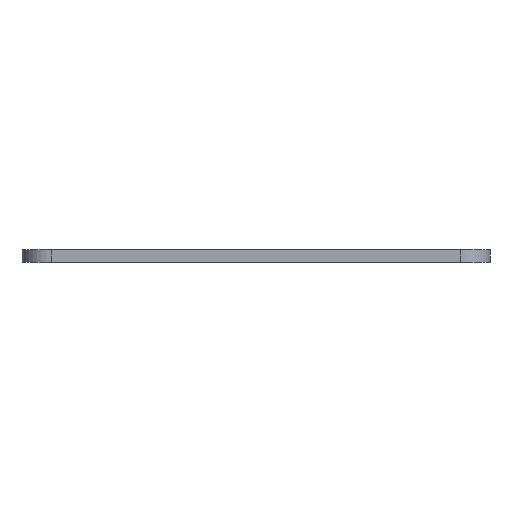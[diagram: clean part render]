
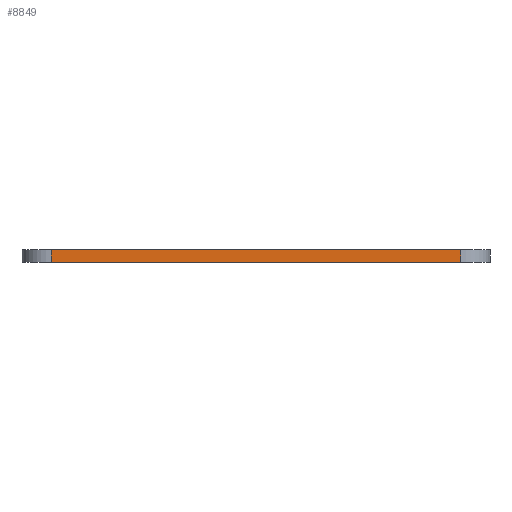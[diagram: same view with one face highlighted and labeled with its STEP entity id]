
A CAD part, left-side view. The second image highlights one B-rep face of the part: STEP entity #8849.
In plain terms, the highlighted planar face has unit normal (-1, 0, 0).
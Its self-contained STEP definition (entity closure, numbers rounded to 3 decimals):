
#157=PLANE('',#9309);
#583=FACE_OUTER_BOUND('',#1013,.T.);
#1013=EDGE_LOOP('',(#6293,#6294,#6295,#6296));
#1585=LINE('',#11961,#2845);
#1586=LINE('',#11963,#2846);
#1587=LINE('',#11965,#2847);
#1588=LINE('',#11966,#2848);
#2845=VECTOR('',#9799,10.);
#2846=VECTOR('',#9800,10.);
#2847=VECTOR('',#9801,10.);
#2848=VECTOR('',#9802,10.);
#4137=VERTEX_POINT('',#11959);
#4138=VERTEX_POINT('',#11960);
#4139=VERTEX_POINT('',#11962);
#4140=VERTEX_POINT('',#11964);
#5001=EDGE_CURVE('',#4137,#4138,#1585,.T.);
#5002=EDGE_CURVE('',#4137,#4139,#1586,.T.);
#5003=EDGE_CURVE('',#4140,#4139,#1587,.T.);
#5004=EDGE_CURVE('',#4138,#4140,#1588,.T.);
#6293=ORIENTED_EDGE('',*,*,#5001,.F.);
#6294=ORIENTED_EDGE('',*,*,#5002,.T.);
#6295=ORIENTED_EDGE('',*,*,#5003,.F.);
#6296=ORIENTED_EDGE('',*,*,#5004,.F.);
#8849=ADVANCED_FACE('',(#583),#157,.T.);
#9309=AXIS2_PLACEMENT_3D('',#11958,#9797,#9798);
#9797=DIRECTION('center_axis',(-1.,0.,0.));
#9798=DIRECTION('ref_axis',(0.,1.,0.));
#9799=DIRECTION('',(0.,-1.,0.));
#9800=DIRECTION('',(0.,0.,-1.));
#9801=DIRECTION('',(0.,1.,0.));
#9802=DIRECTION('',(0.,0.,-1.));
#11958=CARTESIAN_POINT('Origin',(-8.,-1.,3.));
#11959=CARTESIAN_POINT('',(-8.,96.25,3.));
#11960=CARTESIAN_POINT('',(-8.,-1.,3.));
#11961=CARTESIAN_POINT('',(-8.,96.25,3.));
#11962=CARTESIAN_POINT('',(-8.,96.25,0.));
#11963=CARTESIAN_POINT('',(-8.,96.25,3.));
#11964=CARTESIAN_POINT('',(-8.,-1.,0.));
#11965=CARTESIAN_POINT('',(-8.,96.25,0.));
#11966=CARTESIAN_POINT('',(-8.,-1.,3.));
